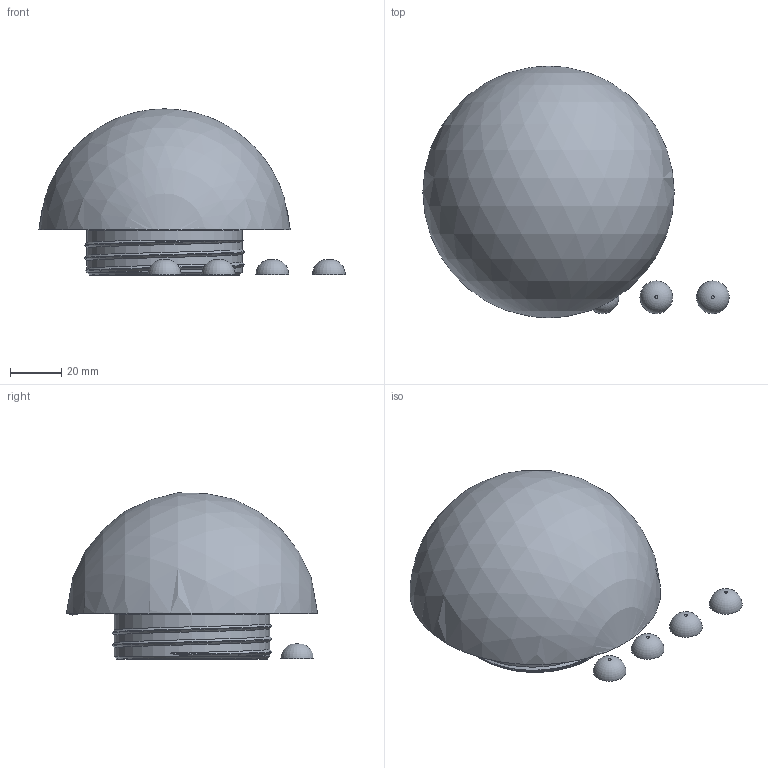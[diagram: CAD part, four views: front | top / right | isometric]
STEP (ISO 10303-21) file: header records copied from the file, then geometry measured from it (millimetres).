
FILE_DESCRIPTION(('HOOPS Exchange Step'),'2;1');
FILE_NAME('temp_export','2024-11-19T16:22:37-05:00',('sammyoge'),('Shapr3D Limited'),'HOOPS Exchange 2024.2','Shapr3D','Authorized');
FILE_SCHEMA( ('AP242_MANAGED_MODEL_BASED_3D_ENGINEERING_MIM_LF {1 0 10303 442 1 1 4 }') );
Length unit declared in the file: millimetre
Products named in the file (6): Folder 34; Folder 35; Spring Hole Domes; BC2 Official (2); Button Caps; root
Assembly tree (5 placements, depth 3):
  root
    Folder 34
    Folder 35
    Button Caps
      Spring Hole Domes
      BC2 Official (2)
Bounding box: 119.35 x 97.95 x 64.79 mm (x, y, z)
Volume: 202233.6 mm3; surface area: 65215.3 mm2
Topology: 13 solids, 13 shells, 79 faces, 157 edges, 109 vertices
Faces by surface type: plane 28, bspline 21, cylinder 16, torus 10, cone 3, sphere 1
Full cylindrical faces by diameter (mm): 22.5 x1, 40 x1, 48.5 x1, 53.5 x1, 56.5 x3, 58.5 x2, 60.5 x4, 63.5 x1
Entity records: 45678 total; most frequent: CARTESIAN_POINT 43962, ORIENTED_EDGE 314, DIRECTION 310, EDGE_CURVE 157, AXIS2_PLACEMENT_3D 144, VERTEX_POINT 109, EDGE_LOOP 96, FACE_BOUND 96
